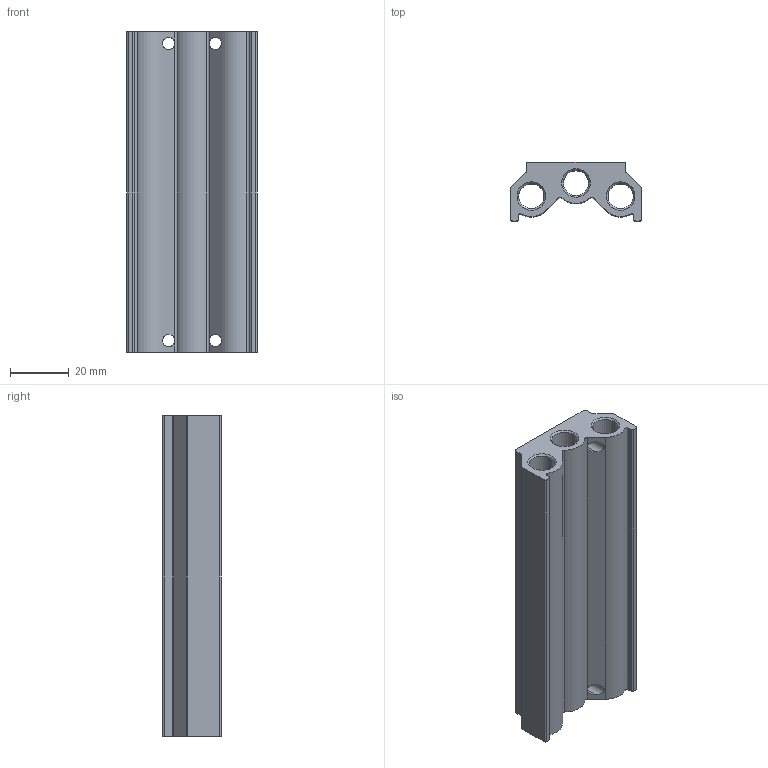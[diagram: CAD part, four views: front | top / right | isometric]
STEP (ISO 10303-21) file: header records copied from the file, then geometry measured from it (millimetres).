
FILE_DESCRIPTION (( 'STEP AP203' ), '1' );
FILE_NAME ('SV522-8F.STEP', '2022-08-02T08:37:30', ( '' ), ( '' ), 'SwSTEP 2.0', 'SolidWorks 2022', '' );
FILE_SCHEMA (( 'CONFIG_CONTROL_DESIGN' ));
Length unit declared in the file: millimetre
Products named in the file (1): SV522-8F
Bounding box: 44.5 x 20 x 109.5 mm (x, y, z)
Volume: 52079 mm3; surface area: 25251.7 mm2
Topology: 1 solids, 1 shells, 170 faces, 404 edges, 248 vertices
Faces by surface type: cone 76, cylinder 63, plane 31
Entity records: 5039 total; most frequent: DIRECTION 936, CARTESIAN_POINT 879, ORIENTED_EDGE 808, EDGE_CURVE 404, AXIS2_PLACEMENT_3D 377, VERTEX_POINT 248, CIRCLE 206, EDGE_LOOP 196
